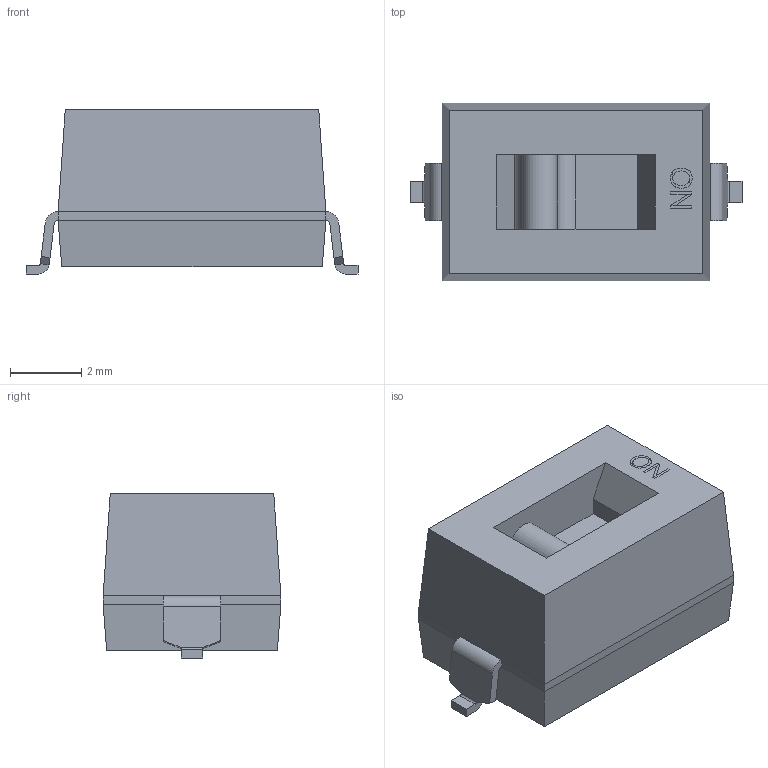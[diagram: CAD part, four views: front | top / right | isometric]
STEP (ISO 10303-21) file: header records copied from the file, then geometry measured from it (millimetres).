
FILE_DESCRIPTION((''),'2;1');
FILE_NAME('SW_OMRON_A6SN-1101.stp','2013-02-25T13:41:31',(''),(''),'Mechanical Desktop 2011','Mechanical Desktop 2011',', , ');
FILE_SCHEMA(('AUTOMOTIVE_DESIGN { 1 2 10303 214 1 1 1 1 }'));
Length unit declared in the file: millimetre
Products named in the file (1): Product
Bounding box: 9.3 x 4.98 x 4.6 mm (x, y, z)
Volume: 147.2 mm3; surface area: 236.8 mm2
Topology: 11 solids, 11 shells, 298 faces, 808 edges, 536 vertices
Faces by surface type: plane 260, bspline 31, cylinder 7
Entity records: 9284 total; most frequent: CARTESIAN_POINT 1792, ORIENTED_EDGE 1616, DIRECTION 1366, EDGE_CURVE 808, VECTOR 786, LINE 786, VERTEX_POINT 536, EDGE_LOOP 302
